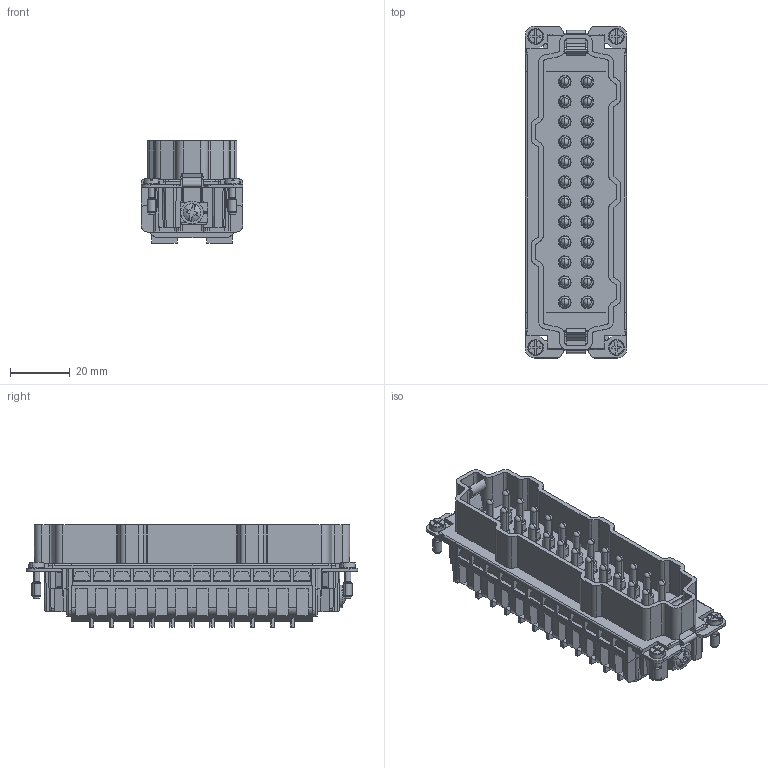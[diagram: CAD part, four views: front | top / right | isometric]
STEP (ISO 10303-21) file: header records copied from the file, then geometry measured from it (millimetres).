
FILE_DESCRIPTION(('CATIA V5 STEP Exchange','CAx-IF Rec.Pracs.--- Model Styling and Organization---1.4--- 2014-01-23'),'2;1');
FILE_NAME ('D1308884_2', '2019-08-21T18:23:54+00:00', ('none'), ('Weidmueller'), 'CATIA Version 5-6 Release 2016 SP3 HF44', 'CATIA V5 STEP AP214', 'none');
FILE_SCHEMA(('AUTOMOTIVE_DESIGN { 1 0 10303 214 1 1 1 1 }'));
Products named in the file (1): 1875890000
Bounding box: 34 x 111 x 34.25 mm (x, y, z)
Volume: 57735.5 mm3; surface area: 37524.7 mm2
Topology: 1 solids, 1 shells, 2967 faces, 8802 edges, 5867 vertices
Faces by surface type: plane 2129, cylinder 536, cone 144, torus 136, extrusion 10, bspline 8, sphere 4
Entity records: 93003 total; most frequent: CARTESIAN_POINT 19637, ORIENTED_EDGE 17604, DIRECTION 11519, EDGE_CURVE 8802, VECTOR 6783, LINE 6773, VERTEX_POINT 5867, AXIS2_PLACEMENT_3D 3165
